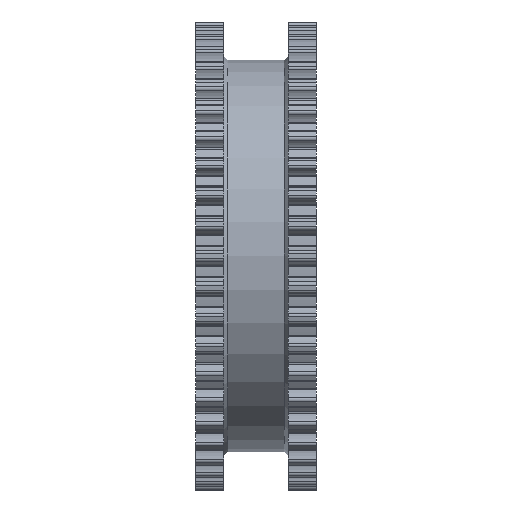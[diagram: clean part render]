
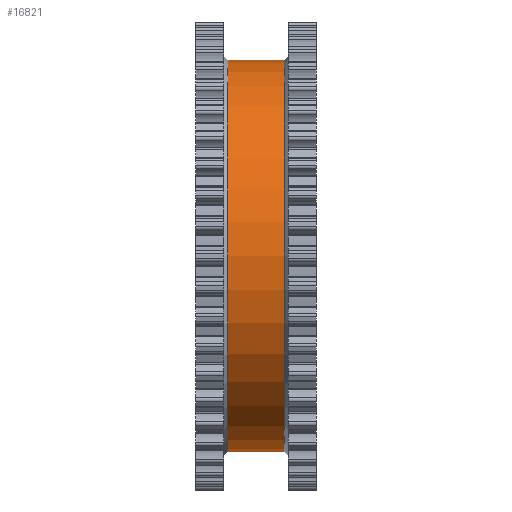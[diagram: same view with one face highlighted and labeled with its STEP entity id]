
A CAD part, left-side view. The second image highlights one B-rep face of the part: STEP entity #16821.
In plain terms, the highlighted cylindrical face has radius 48.97 mm (diameter 97.94 mm), a partial arc.
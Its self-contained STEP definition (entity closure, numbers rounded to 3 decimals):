
#503 = CIRCLE ( 'NONE', #21765, 48.97 ) ;
#2197 = AXIS2_PLACEMENT_3D ( 'NONE', #9465, #7558, #23537 ) ;
#2391 = DIRECTION ( 'NONE',  ( 0., 1., 0. ) ) ;
#2679 = DIRECTION ( 'NONE',  ( 0., 0., 1. ) ) ;
#3638 = AXIS2_PLACEMENT_3D ( 'NONE', #8021, #17206, #6226 ) ;
#5354 = CARTESIAN_POINT ( 'NONE',  ( 0., 24., 48.97 ) ) ;
#5826 = VECTOR ( 'NONE', #20073, 1000. ) ;
#6122 = EDGE_LOOP ( 'NONE', ( #8336, #28600, #24467, #17525 ) ) ;
#6226 = DIRECTION ( 'NONE',  ( 0., 0., -1. ) ) ;
#7024 = LINE ( 'NONE', #11613, #5826 ) ;
#7558 = DIRECTION ( 'NONE',  ( 0., -1., 0. ) ) ;
#7715 = EDGE_CURVE ( 'NONE', #21203, #27071, #8933, .T. ) ;
#8021 = CARTESIAN_POINT ( 'NONE',  ( 0., 2., 0. ) ) ;
#8336 = ORIENTED_EDGE ( 'NONE', *, *, #20454, .F. ) ;
#8933 = LINE ( 'NONE', #9068, #22068 ) ;
#9068 = CARTESIAN_POINT ( 'NONE',  ( 0., 2., -48.97 ) ) ;
#9465 = CARTESIAN_POINT ( 'NONE',  ( 0., 24., 0. ) ) ;
#9514 = EDGE_CURVE ( 'NONE', #11213, #21203, #14007, .T. ) ;
#10485 = CARTESIAN_POINT ( 'NONE',  ( 0., 24., -48.97 ) ) ;
#11213 = VERTEX_POINT ( 'NONE', #5354 ) ;
#11613 = CARTESIAN_POINT ( 'NONE',  ( 0., 2., 48.97 ) ) ;
#11948 = VERTEX_POINT ( 'NONE', #18001 ) ;
#12559 = CARTESIAN_POINT ( 'NONE',  ( 0., 10., -48.97 ) ) ;
#13341 = CARTESIAN_POINT ( 'NONE',  ( 0., 10., 0. ) ) ;
#14007 = CIRCLE ( 'NONE', #2197, 48.97 ) ;
#16821 = ADVANCED_FACE ( 'NONE', ( #27993 ), #19264, .T. ) ;
#17206 = DIRECTION ( 'NONE',  ( 0., -1., 0. ) ) ;
#17525 = ORIENTED_EDGE ( 'NONE', *, *, #25052, .T. ) ;
#18001 = CARTESIAN_POINT ( 'NONE',  ( 0., 10., 48.97 ) ) ;
#19264 = CYLINDRICAL_SURFACE ( 'NONE', #3638, 48.97 ) ;
#20073 = DIRECTION ( 'NONE',  ( 0., -1., 0. ) ) ;
#20454 = EDGE_CURVE ( 'NONE', #11213, #11948, #7024, .T. ) ;
#20477 = DIRECTION ( 'NONE',  ( 0., -1., 0. ) ) ;
#21203 = VERTEX_POINT ( 'NONE', #10485 ) ;
#21765 = AXIS2_PLACEMENT_3D ( 'NONE', #13341, #2391, #2679 ) ;
#22068 = VECTOR ( 'NONE', #20477, 1000. ) ;
#23537 = DIRECTION ( 'NONE',  ( 0., 0., -1. ) ) ;
#24467 = ORIENTED_EDGE ( 'NONE', *, *, #7715, .T. ) ;
#25052 = EDGE_CURVE ( 'NONE', #27071, #11948, #503, .T. ) ;
#27071 = VERTEX_POINT ( 'NONE', #12559 ) ;
#27993 = FACE_OUTER_BOUND ( 'NONE', #6122, .T. ) ;
#28600 = ORIENTED_EDGE ( 'NONE', *, *, #9514, .T. ) ;
